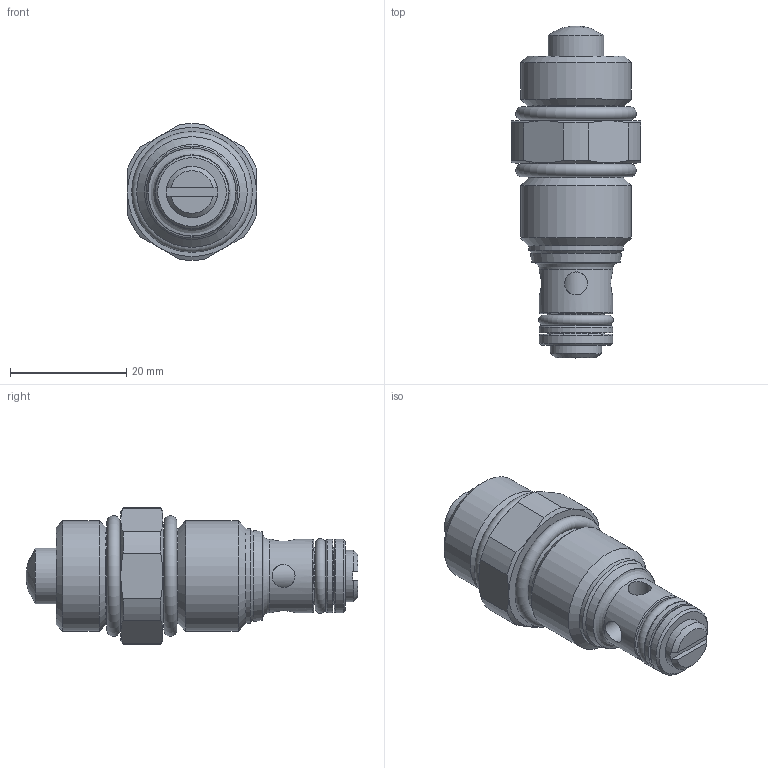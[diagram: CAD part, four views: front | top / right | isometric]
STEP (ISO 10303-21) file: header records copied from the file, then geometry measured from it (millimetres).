
FILE_DESCRIPTION((''),'2;1');
FILE_NAME('dmr2-080-n_10179-86.stp','2010-12-15T09:35:19',('mmartin'),(''),'Autodesk Inventor 2010','Autodesk Inventor 2010','');
FILE_SCHEMA(('AUTOMOTIVE_DESIGN { 1 0 10303 214 1 1 1 1 }'));
Length unit declared in the file: inch
Products named in the file (1): 10179-86_Shrinkwrap
Bounding box: 22.23 x 57.14 x 23.53 mm (x, y, z)
Volume: 12710 mm3; surface area: 5066.1 mm2
Topology: 5 solids, 5 shells, 89 faces, 207 edges, 127 vertices
Faces by surface type: cylinder 30, plane 23, cone 22, torus 7, bspline 7
Full cylindrical faces by diameter (mm): 2.654 x1, 3.962 x4, 5.144 x1, 8.839 x1, 9.55 x1, 9.83 x2, 9.906 x1, 12.598 x2, 12.7 x1, 16.338 x2, 16.751 x2, 19.05 x2
Entity records: 2803 total; most frequent: CARTESIAN_POINT 951, DIRECTION 356, ORIENTED_EDGE 298, AXIS2_PLACEMENT_3D 168, EDGE_CURVE 149, EDGE_LOOP 144, VERTEX_POINT 111, STYLED_ITEM 94
